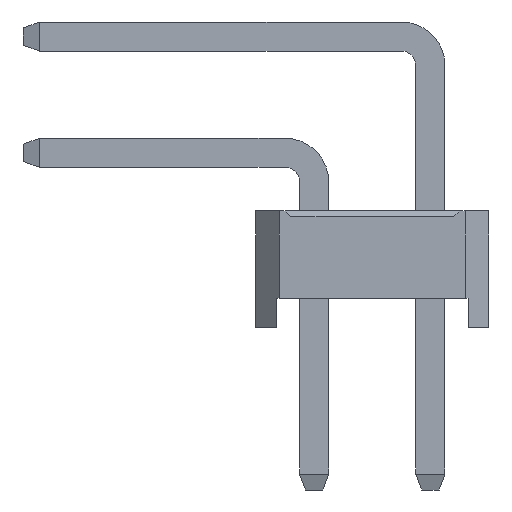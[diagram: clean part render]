
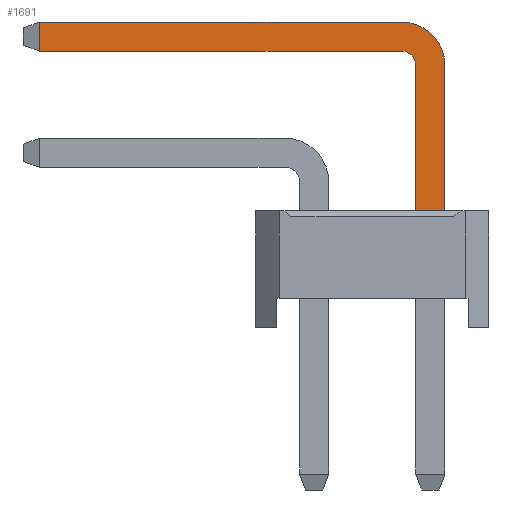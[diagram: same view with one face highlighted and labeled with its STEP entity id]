
A CAD part, left-side view. The second image highlights one B-rep face of the part: STEP entity #1691.
In plain terms, the highlighted planar face has unit normal (-1, 0, 0).
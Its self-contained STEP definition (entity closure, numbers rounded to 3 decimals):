
#1691=ADVANCED_FACE('',(#7231),#7233,.T.);
#7231=FACE_BOUND('',#7232,.T.);
#7232=EDGE_LOOP('',(#11709,#11710,#11711,#11712,#11713,#11714,#11715,#11716));
#7233=PLANE('',#7234);
#7234=AXIS2_PLACEMENT_3D('',#7235,#7236,#7237);
#7235=CARTESIAN_POINT('',(-0.25,-1.75,-2.8));
#7236=DIRECTION('',(-1.,0.,0.));
#7237=DIRECTION('',(0.,-1.,0.));
#11709=ORIENTED_EDGE('',*,*,#14468,.F.);
#11710=ORIENTED_EDGE('',*,*,#14469,.F.);
#11711=ORIENTED_EDGE('',*,*,#14470,.F.);
#11712=ORIENTED_EDGE('',*,*,#14471,.F.);
#11713=ORIENTED_EDGE('',*,*,#13783,.T.);
#11714=ORIENTED_EDGE('',*,*,#14467,.T.);
#11715=ORIENTED_EDGE('',*,*,#14472,.T.);
#11716=ORIENTED_EDGE('',*,*,#14473,.T.);
#13783=EDGE_CURVE('',#15514,#15512,#15515,.T.);
#14467=EDGE_CURVE('',#15512,#16684,#16686,.T.);
#14468=EDGE_CURVE('',#16687,#16688,#16689,.T.);
#14469=EDGE_CURVE('',#16690,#16687,#16691,.T.);
#14470=EDGE_CURVE('',#16692,#16690,#16693,.T.);
#14471=EDGE_CURVE('',#15514,#16692,#16694,.T.);
#14472=EDGE_CURVE('',#16684,#16695,#16696,.T.);
#14473=EDGE_CURVE('',#16695,#16688,#16697,.T.);
#15512=VERTEX_POINT('',#18382);
#15514=VERTEX_POINT('',#18386);
#15515=LINE('',#18387,#18388);
#16684=VERTEX_POINT('',#20964);
#16686=LINE('',#20968,#20969);
#16687=VERTEX_POINT('',#20971);
#16688=VERTEX_POINT('',#20972);
#16689=LINE('',#20973,#20974);
#16690=VERTEX_POINT('',#20976);
#16691=LINE('',#20977,#20978);
#16692=VERTEX_POINT('',#20980);
#16693=CIRCLE('',#20981,0.25);
#16694=LINE('',#20985,#20986);
#16695=VERTEX_POINT('',#20988);
#16696=CIRCLE('',#20989,0.75);
#16697=LINE('',#20993,#20994);
#18382=CARTESIAN_POINT('',(-0.25,-2.25,2.));
#18386=CARTESIAN_POINT('',(-0.25,-1.75,2.));
#18387=CARTESIAN_POINT('',(-0.25,-1.75,2.));
#18388=VECTOR('',#18389,1.);
#18389=DIRECTION('',(0.,-1.,0.));
#20964=CARTESIAN_POINT('',(-0.25,-2.25,4.5));
#20968=CARTESIAN_POINT('',(-0.25,-2.25,2.));
#20969=VECTOR('',#20970,1.);
#20970=DIRECTION('',(0.,0.,1.));
#20971=CARTESIAN_POINT('',(-0.25,4.725,4.75));
#20972=CARTESIAN_POINT('',(-0.25,4.725,5.25));
#20973=CARTESIAN_POINT('',(-0.25,4.725,4.75));
#20974=VECTOR('',#20975,1.);
#20975=DIRECTION('',(0.,0.,1.));
#20976=CARTESIAN_POINT('',(-0.25,-1.5,4.75));
#20977=CARTESIAN_POINT('',(-0.25,-1.5,4.75));
#20978=VECTOR('',#20979,1.);
#20979=DIRECTION('',(0.,1.,0.));
#20980=CARTESIAN_POINT('',(-0.25,-1.75,4.5));
#20981=AXIS2_PLACEMENT_3D('',#20982,#20983,#20984);
#20982=CARTESIAN_POINT('',(-0.25,-1.5,4.5));
#20983=DIRECTION('',(-1.,-0.,0.));
#20984=DIRECTION('',(0.,-1.,0.));
#20985=CARTESIAN_POINT('',(-0.25,-1.75,2.));
#20986=VECTOR('',#20987,1.);
#20987=DIRECTION('',(0.,0.,1.));
#20988=CARTESIAN_POINT('',(-0.25,-1.5,5.25));
#20989=AXIS2_PLACEMENT_3D('',#20990,#20991,#20992);
#20990=CARTESIAN_POINT('',(-0.25,-1.5,4.5));
#20991=DIRECTION('',(-1.,-0.,0.));
#20992=DIRECTION('',(0.,-1.,0.));
#20993=CARTESIAN_POINT('',(-0.25,-1.5,5.25));
#20994=VECTOR('',#20995,1.);
#20995=DIRECTION('',(0.,1.,0.));
